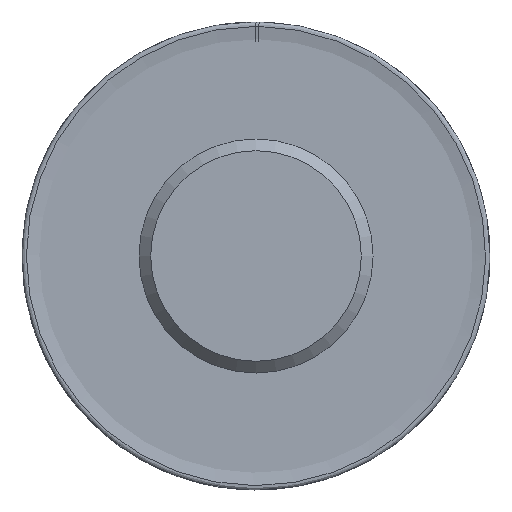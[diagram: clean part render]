
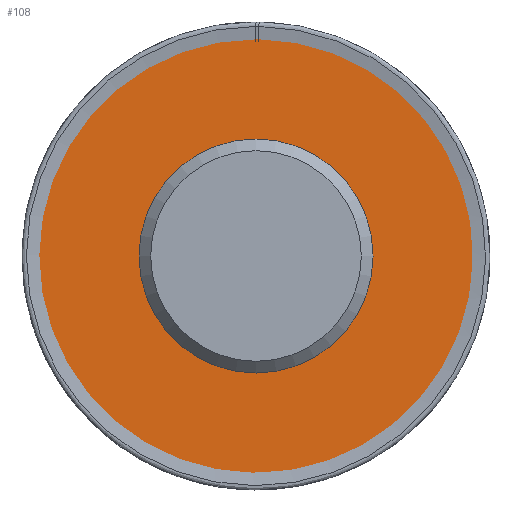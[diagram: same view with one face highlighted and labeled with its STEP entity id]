
A CAD part, left-side view. The second image highlights one B-rep face of the part: STEP entity #108.
In plain terms, the highlighted planar face has unit normal (-1, 0, 0).
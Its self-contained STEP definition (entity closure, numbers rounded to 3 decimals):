
#35=PLANE('',#547);
#43=FACE_BOUND('',#192,.T.);
#44=FACE_BOUND('',#193,.T.);
#108=ADVANCED_FACE('',(#43,#44),#35,.F.);
#192=EDGE_LOOP('',(#344));
#193=EDGE_LOOP('',(#345));
#344=ORIENTED_EDGE('',*,*,#456,.F.);
#345=ORIENTED_EDGE('',*,*,#454,.T.);
#390=VERTEX_POINT('',#1147);
#392=VERTEX_POINT('',#1152);
#454=EDGE_CURVE('',#390,#390,#498,.T.);
#456=EDGE_CURVE('',#392,#392,#500,.T.);
#498=CIRCLE('',#543,48.7);
#500=CIRCLE('',#546,25.);
#543=AXIS2_PLACEMENT_3D('',#1146,#646,#647);
#546=AXIS2_PLACEMENT_3D('',#1151,#652,#653);
#547=AXIS2_PLACEMENT_3D('',#1153,#654,#655);
#646=DIRECTION('',(-1.,0.,0.));
#647=DIRECTION('',(0.,0.,1.));
#652=DIRECTION('',(-1.,0.,0.));
#653=DIRECTION('',(0.,0.,1.));
#654=DIRECTION('',(1.,0.,0.));
#655=DIRECTION('',(0.,0.,-1.));
#1146=CARTESIAN_POINT('',(0.5,0.,0.));
#1147=CARTESIAN_POINT('',(0.5,0.,48.7));
#1151=CARTESIAN_POINT('',(0.5,0.,0.));
#1152=CARTESIAN_POINT('',(0.5,0.,25.));
#1153=CARTESIAN_POINT('',(0.5,25.,0.));
